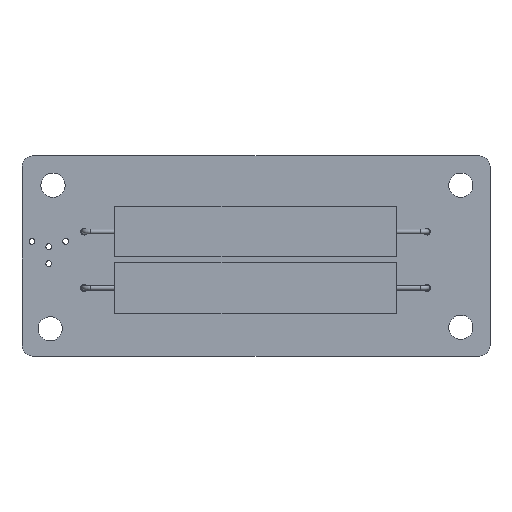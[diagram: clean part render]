
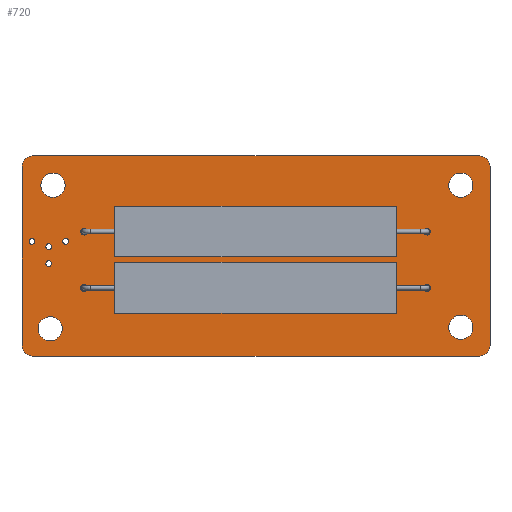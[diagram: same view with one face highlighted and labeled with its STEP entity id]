
A CAD part, top view. The second image highlights one B-rep face of the part: STEP entity #720.
In plain terms, the highlighted planar face has unit normal (0, 0, 1).
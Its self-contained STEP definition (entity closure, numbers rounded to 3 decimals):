
#439 = VERTEX_POINT('',#440);
#440 = CARTESIAN_POINT('',(160.02,-50.8,1.6));
#446 = EDGE_CURVE('',#439,#447,#449,.T.);
#447 = VERTEX_POINT('',#448);
#448 = CARTESIAN_POINT('',(161.925,-52.705,1.6));
#449 = CIRCLE('',#450,1.905);
#450 = AXIS2_PLACEMENT_3D('',#451,#452,#453);
#451 = CARTESIAN_POINT('',(160.02,-52.705,1.6));
#452 = DIRECTION('',(0.,0.,-1.));
#453 = DIRECTION('',(0.,1.,0.));
#481 = VERTEX_POINT('',#482);
#482 = CARTESIAN_POINT('',(80.645,-50.8,1.6));
#488 = EDGE_CURVE('',#481,#439,#489,.T.);
#489 = LINE('',#490,#491);
#490 = CARTESIAN_POINT('',(80.645,-50.8,1.6));
#491 = VECTOR('',#492,1.);
#492 = DIRECTION('',(1.,0.,0.));
#510 = EDGE_CURVE('',#447,#511,#513,.T.);
#511 = VERTEX_POINT('',#512);
#512 = CARTESIAN_POINT('',(161.925,-84.455,1.6));
#513 = LINE('',#514,#515);
#514 = CARTESIAN_POINT('',(161.925,-52.705,1.6));
#515 = VECTOR('',#516,1.);
#516 = DIRECTION('',(0.,-1.,0.));
#720 = ADVANCED_FACE('',(#721,#767,#778,#789,#800,#811,#822,#833,#844,
    #855,#866,#877,#888),#899,.T.);
#721 = FACE_BOUND('',#722,.T.);
#722 = EDGE_LOOP('',(#723,#724,#725,#734,#742,#751,#759,#766));
#723 = ORIENTED_EDGE('',*,*,#446,.F.);
#724 = ORIENTED_EDGE('',*,*,#488,.F.);
#725 = ORIENTED_EDGE('',*,*,#726,.F.);
#726 = EDGE_CURVE('',#727,#481,#729,.T.);
#727 = VERTEX_POINT('',#728);
#728 = CARTESIAN_POINT('',(78.74,-52.705,1.6));
#729 = CIRCLE('',#730,1.905);
#730 = AXIS2_PLACEMENT_3D('',#731,#732,#733);
#731 = CARTESIAN_POINT('',(80.645,-52.705,1.6));
#732 = DIRECTION('',(0.,0.,-1.));
#733 = DIRECTION('',(-1.,0.,0.));
#734 = ORIENTED_EDGE('',*,*,#735,.F.);
#735 = EDGE_CURVE('',#736,#727,#738,.T.);
#736 = VERTEX_POINT('',#737);
#737 = CARTESIAN_POINT('',(78.74,-84.455,1.6));
#738 = LINE('',#739,#740);
#739 = CARTESIAN_POINT('',(78.74,-84.455,1.6));
#740 = VECTOR('',#741,1.);
#741 = DIRECTION('',(0.,1.,0.));
#742 = ORIENTED_EDGE('',*,*,#743,.F.);
#743 = EDGE_CURVE('',#744,#736,#746,.T.);
#744 = VERTEX_POINT('',#745);
#745 = CARTESIAN_POINT('',(80.645,-86.36,1.6));
#746 = CIRCLE('',#747,1.905);
#747 = AXIS2_PLACEMENT_3D('',#748,#749,#750);
#748 = CARTESIAN_POINT('',(80.645,-84.455,1.6));
#749 = DIRECTION('',(0.,0.,-1.));
#750 = DIRECTION('',(0.,-1.,-0.));
#751 = ORIENTED_EDGE('',*,*,#752,.F.);
#752 = EDGE_CURVE('',#753,#744,#755,.T.);
#753 = VERTEX_POINT('',#754);
#754 = CARTESIAN_POINT('',(160.02,-86.36,1.6));
#755 = LINE('',#756,#757);
#756 = CARTESIAN_POINT('',(160.02,-86.36,1.6));
#757 = VECTOR('',#758,1.);
#758 = DIRECTION('',(-1.,0.,0.));
#759 = ORIENTED_EDGE('',*,*,#760,.F.);
#760 = EDGE_CURVE('',#511,#753,#761,.T.);
#761 = CIRCLE('',#762,1.905);
#762 = AXIS2_PLACEMENT_3D('',#763,#764,#765);
#763 = CARTESIAN_POINT('',(160.02,-84.455,1.6));
#764 = DIRECTION('',(0.,0.,-1.));
#765 = DIRECTION('',(1.,0.,0.));
#766 = ORIENTED_EDGE('',*,*,#510,.F.);
#767 = FACE_BOUND('',#768,.T.);
#768 = EDGE_LOOP('',(#769));
#769 = ORIENTED_EDGE('',*,*,#770,.T.);
#770 = EDGE_CURVE('',#771,#771,#773,.T.);
#771 = VERTEX_POINT('',#772);
#772 = CARTESIAN_POINT('',(83.75,-83.65,1.6));
#773 = CIRCLE('',#774,2.15);
#774 = AXIS2_PLACEMENT_3D('',#775,#776,#777);
#775 = CARTESIAN_POINT('',(83.75,-81.5,1.6));
#776 = DIRECTION('',(-0.,0.,-1.));
#777 = DIRECTION('',(-0.,-1.,0.));
#778 = FACE_BOUND('',#779,.T.);
#779 = EDGE_LOOP('',(#780));
#780 = ORIENTED_EDGE('',*,*,#781,.T.);
#781 = EDGE_CURVE('',#782,#782,#784,.T.);
#782 = VERTEX_POINT('',#783);
#783 = CARTESIAN_POINT('',(89.77,-74.85,1.6));
#784 = CIRCLE('',#785,0.6);
#785 = AXIS2_PLACEMENT_3D('',#786,#787,#788);
#786 = CARTESIAN_POINT('',(89.77,-74.25,1.6));
#787 = DIRECTION('',(-0.,0.,-1.));
#788 = DIRECTION('',(0.,-1.,0.));
#789 = FACE_BOUND('',#790,.T.);
#790 = EDGE_LOOP('',(#791));
#791 = ORIENTED_EDGE('',*,*,#792,.T.);
#792 = EDGE_CURVE('',#793,#793,#795,.T.);
#793 = VERTEX_POINT('',#794);
#794 = CARTESIAN_POINT('',(83.5,-70.43,1.6));
#795 = CIRCLE('',#796,0.51);
#796 = AXIS2_PLACEMENT_3D('',#797,#798,#799);
#797 = CARTESIAN_POINT('',(83.5,-69.92,1.6));
#798 = DIRECTION('',(-0.,0.,-1.));
#799 = DIRECTION('',(-0.,-1.,0.));
#800 = FACE_BOUND('',#801,.T.);
#801 = EDGE_LOOP('',(#802));
#802 = ORIENTED_EDGE('',*,*,#803,.T.);
#803 = EDGE_CURVE('',#804,#804,#806,.T.);
#804 = VERTEX_POINT('',#805);
#805 = CARTESIAN_POINT('',(156.75,-83.4,1.6));
#806 = CIRCLE('',#807,2.15);
#807 = AXIS2_PLACEMENT_3D('',#808,#809,#810);
#808 = CARTESIAN_POINT('',(156.75,-81.25,1.6));
#809 = DIRECTION('',(-0.,0.,-1.));
#810 = DIRECTION('',(-0.,-1.,0.));
#811 = FACE_BOUND('',#812,.T.);
#812 = EDGE_LOOP('',(#813));
#813 = ORIENTED_EDGE('',*,*,#814,.T.);
#814 = EDGE_CURVE('',#815,#815,#817,.T.);
#815 = VERTEX_POINT('',#816);
#816 = CARTESIAN_POINT('',(150.73,-74.85,1.6));
#817 = CIRCLE('',#818,0.6);
#818 = AXIS2_PLACEMENT_3D('',#819,#820,#821);
#819 = CARTESIAN_POINT('',(150.73,-74.25,1.6));
#820 = DIRECTION('',(-0.,0.,-1.));
#821 = DIRECTION('',(0.,-1.,0.));
#822 = FACE_BOUND('',#823,.T.);
#823 = EDGE_LOOP('',(#824));
#824 = ORIENTED_EDGE('',*,*,#825,.T.);
#825 = EDGE_CURVE('',#826,#826,#828,.T.);
#826 = VERTEX_POINT('',#827);
#827 = CARTESIAN_POINT('',(83.5,-67.43,1.6));
#828 = CIRCLE('',#829,0.51);
#829 = AXIS2_PLACEMENT_3D('',#830,#831,#832);
#830 = CARTESIAN_POINT('',(83.5,-66.92,1.6));
#831 = DIRECTION('',(-0.,0.,-1.));
#832 = DIRECTION('',(-0.,-1.,0.));
#833 = FACE_BOUND('',#834,.T.);
#834 = EDGE_LOOP('',(#835));
#835 = ORIENTED_EDGE('',*,*,#836,.T.);
#836 = EDGE_CURVE('',#837,#837,#839,.T.);
#837 = VERTEX_POINT('',#838);
#838 = CARTESIAN_POINT('',(80.5,-66.49,1.6));
#839 = CIRCLE('',#840,0.51);
#840 = AXIS2_PLACEMENT_3D('',#841,#842,#843);
#841 = CARTESIAN_POINT('',(80.5,-65.98,1.6));
#842 = DIRECTION('',(-0.,0.,-1.));
#843 = DIRECTION('',(-0.,-1.,0.));
#844 = FACE_BOUND('',#845,.T.);
#845 = EDGE_LOOP('',(#846));
#846 = ORIENTED_EDGE('',*,*,#847,.T.);
#847 = EDGE_CURVE('',#848,#848,#850,.T.);
#848 = VERTEX_POINT('',#849);
#849 = CARTESIAN_POINT('',(86.5,-66.49,1.6));
#850 = CIRCLE('',#851,0.51);
#851 = AXIS2_PLACEMENT_3D('',#852,#853,#854);
#852 = CARTESIAN_POINT('',(86.5,-65.98,1.6));
#853 = DIRECTION('',(-0.,0.,-1.));
#854 = DIRECTION('',(-0.,-1.,0.));
#855 = FACE_BOUND('',#856,.T.);
#856 = EDGE_LOOP('',(#857));
#857 = ORIENTED_EDGE('',*,*,#858,.T.);
#858 = EDGE_CURVE('',#859,#859,#861,.T.);
#859 = VERTEX_POINT('',#860);
#860 = CARTESIAN_POINT('',(89.77,-64.85,1.6));
#861 = CIRCLE('',#862,0.6);
#862 = AXIS2_PLACEMENT_3D('',#863,#864,#865);
#863 = CARTESIAN_POINT('',(89.77,-64.25,1.6));
#864 = DIRECTION('',(-0.,0.,-1.));
#865 = DIRECTION('',(0.,-1.,0.));
#866 = FACE_BOUND('',#867,.T.);
#867 = EDGE_LOOP('',(#868));
#868 = ORIENTED_EDGE('',*,*,#869,.T.);
#869 = EDGE_CURVE('',#870,#870,#872,.T.);
#870 = VERTEX_POINT('',#871);
#871 = CARTESIAN_POINT('',(84.25,-58.15,1.6));
#872 = CIRCLE('',#873,2.15);
#873 = AXIS2_PLACEMENT_3D('',#874,#875,#876);
#874 = CARTESIAN_POINT('',(84.25,-56.,1.6));
#875 = DIRECTION('',(-0.,0.,-1.));
#876 = DIRECTION('',(-0.,-1.,0.));
#877 = FACE_BOUND('',#878,.T.);
#878 = EDGE_LOOP('',(#879));
#879 = ORIENTED_EDGE('',*,*,#880,.T.);
#880 = EDGE_CURVE('',#881,#881,#883,.T.);
#881 = VERTEX_POINT('',#882);
#882 = CARTESIAN_POINT('',(150.73,-64.85,1.6));
#883 = CIRCLE('',#884,0.6);
#884 = AXIS2_PLACEMENT_3D('',#885,#886,#887);
#885 = CARTESIAN_POINT('',(150.73,-64.25,1.6));
#886 = DIRECTION('',(-0.,0.,-1.));
#887 = DIRECTION('',(0.,-1.,0.));
#888 = FACE_BOUND('',#889,.T.);
#889 = EDGE_LOOP('',(#890));
#890 = ORIENTED_EDGE('',*,*,#891,.T.);
#891 = EDGE_CURVE('',#892,#892,#894,.T.);
#892 = VERTEX_POINT('',#893);
#893 = CARTESIAN_POINT('',(156.75,-58.15,1.6));
#894 = CIRCLE('',#895,2.15);
#895 = AXIS2_PLACEMENT_3D('',#896,#897,#898);
#896 = CARTESIAN_POINT('',(156.75,-56.,1.6));
#897 = DIRECTION('',(-0.,0.,-1.));
#898 = DIRECTION('',(-0.,-1.,0.));
#899 = PLANE('',#900);
#900 = AXIS2_PLACEMENT_3D('',#901,#902,#903);
#901 = CARTESIAN_POINT('',(0.,0.,1.6));
#902 = DIRECTION('',(0.,0.,1.));
#903 = DIRECTION('',(1.,0.,-0.));
